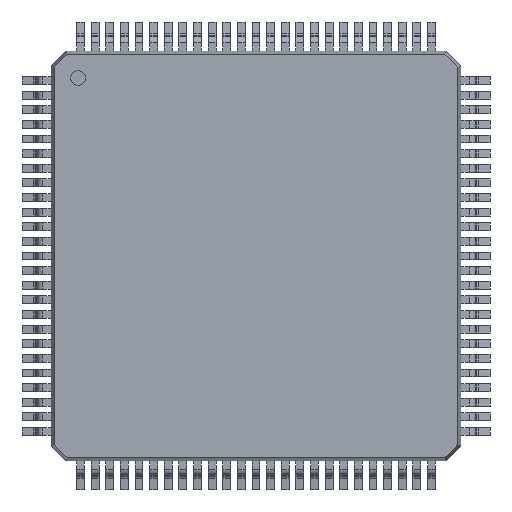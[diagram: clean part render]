
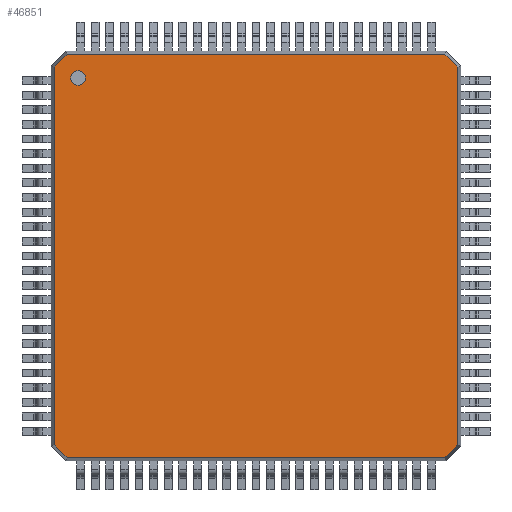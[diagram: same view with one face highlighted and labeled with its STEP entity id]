
A CAD part, top view. The second image highlights one B-rep face of the part: STEP entity #46851.
In plain terms, the highlighted planar face has unit normal (0, 0, 1).
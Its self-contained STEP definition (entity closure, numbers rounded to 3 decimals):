
#46307=CARTESIAN_POINT('',(-5.829,6.079,1.2));
#46308=VERTEX_POINT('',#46307);
#46317=CARTESIAN_POINT('',(-6.329,6.079,1.2));
#46318=VERTEX_POINT('',#46317);
#46319=CARTESIAN_POINT('',(-6.079,6.079,1.2));
#46320=DIRECTION('',(0.0,0.0,-1.0));
#46321=DIRECTION('',(1.0,0.0,0.0));
#46322=AXIS2_PLACEMENT_3D('',#46319,#46320,#46321);
#46323=CIRCLE('',#46322,0.25);
#46324=EDGE_CURVE('',#46318,#46308,#46323,.T.);
#46358=CARTESIAN_POINT('',(-6.079,6.079,1.2));
#46359=DIRECTION('',(0.0,0.0,-1.0));
#46360=DIRECTION('',(1.0,0.0,0.0));
#46361=AXIS2_PLACEMENT_3D('',#46358,#46359,#46360);
#46362=CIRCLE('',#46361,0.25);
#46363=EDGE_CURVE('',#46308,#46318,#46362,.T.);
#46750=CARTESIAN_POINT('',(-6.9,-6.459,1.2));
#46751=VERTEX_POINT('',#46750);
#46768=CARTESIAN_POINT('',(-6.459,-6.9,1.2));
#46769=VERTEX_POINT('',#46768);
#46776=CARTESIAN_POINT('',(-6.459,-6.9,1.2));
#46777=DIRECTION('',(-0.707,0.707,0.0));
#46778=VECTOR('',#46777,0.624);
#46779=LINE('',#46776,#46778);
#46780=EDGE_CURVE('',#46769,#46751,#46779,.T.);
#46785=CARTESIAN_POINT('',(0.,0.,1.2));
#46786=DIRECTION('',(0.0,0.0,1.0));
#46787=DIRECTION('',(1.0,0.0,0.0));
#46788=AXIS2_PLACEMENT_3D('',#46785,#46786,#46787);
#46789=PLANE('',#46788);
#46790=ORIENTED_EDGE('',*,*,#46780,.F.);
#46791=CARTESIAN_POINT('',(6.459,-6.9,1.2));
#46792=VERTEX_POINT('',#46791);
#46793=CARTESIAN_POINT('',(6.459,-6.9,1.2));
#46794=DIRECTION('',(-1.0,0.0,0.0));
#46795=VECTOR('',#46794,12.917);
#46796=LINE('',#46793,#46795);
#46797=EDGE_CURVE('',#46792,#46769,#46796,.T.);
#46798=ORIENTED_EDGE('',*,*,#46797,.F.);
#46799=CARTESIAN_POINT('',(6.9,-6.459,1.2));
#46800=VERTEX_POINT('',#46799);
#46801=CARTESIAN_POINT('',(6.9,-6.459,1.2));
#46802=DIRECTION('',(-0.707,-0.707,0.0));
#46803=VECTOR('',#46802,0.624);
#46804=LINE('',#46801,#46803);
#46805=EDGE_CURVE('',#46800,#46792,#46804,.T.);
#46806=ORIENTED_EDGE('',*,*,#46805,.F.);
#46807=CARTESIAN_POINT('',(6.9,6.459,1.2));
#46808=VERTEX_POINT('',#46807);
#46809=CARTESIAN_POINT('',(6.9,6.459,1.2));
#46810=DIRECTION('',(0.0,-1.0,0.0));
#46811=VECTOR('',#46810,12.917);
#46812=LINE('',#46809,#46811);
#46813=EDGE_CURVE('',#46808,#46800,#46812,.T.);
#46814=ORIENTED_EDGE('',*,*,#46813,.F.);
#46815=CARTESIAN_POINT('',(6.459,6.9,1.2));
#46816=VERTEX_POINT('',#46815);
#46817=CARTESIAN_POINT('',(6.459,6.9,1.2));
#46818=DIRECTION('',(0.707,-0.707,0.0));
#46819=VECTOR('',#46818,0.624);
#46820=LINE('',#46817,#46819);
#46821=EDGE_CURVE('',#46816,#46808,#46820,.T.);
#46822=ORIENTED_EDGE('',*,*,#46821,.F.);
#46823=CARTESIAN_POINT('',(-6.459,6.9,1.2));
#46824=VERTEX_POINT('',#46823);
#46825=CARTESIAN_POINT('',(-6.459,6.9,1.2));
#46826=DIRECTION('',(1.0,0.0,0.0));
#46827=VECTOR('',#46826,12.917);
#46828=LINE('',#46825,#46827);
#46829=EDGE_CURVE('',#46824,#46816,#46828,.T.);
#46830=ORIENTED_EDGE('',*,*,#46829,.F.);
#46831=CARTESIAN_POINT('',(-6.9,6.459,1.2));
#46832=VERTEX_POINT('',#46831);
#46833=CARTESIAN_POINT('',(-6.9,6.459,1.2));
#46834=DIRECTION('',(0.707,0.707,0.0));
#46835=VECTOR('',#46834,0.624);
#46836=LINE('',#46833,#46835);
#46837=EDGE_CURVE('',#46832,#46824,#46836,.T.);
#46838=ORIENTED_EDGE('',*,*,#46837,.F.);
#46839=CARTESIAN_POINT('',(-6.9,-6.459,1.2));
#46840=DIRECTION('',(0.0,1.0,0.0));
#46841=VECTOR('',#46840,12.917);
#46842=LINE('',#46839,#46841);
#46843=EDGE_CURVE('',#46751,#46832,#46842,.T.);
#46844=ORIENTED_EDGE('',*,*,#46843,.F.);
#46845=EDGE_LOOP('',(#46790,#46798,#46806,#46814,#46822,#46830,#46838,#46844));
#46846=FACE_OUTER_BOUND('',#46845,.T.);
#46847=ORIENTED_EDGE('',*,*,#46363,.T.);
#46848=ORIENTED_EDGE('',*,*,#46324,.T.);
#46849=EDGE_LOOP('',(#46847,#46848));
#46850=FACE_BOUND('',#46849,.T.);
#46851=ADVANCED_FACE('',(#46846,#46850),#46789,.T.);
